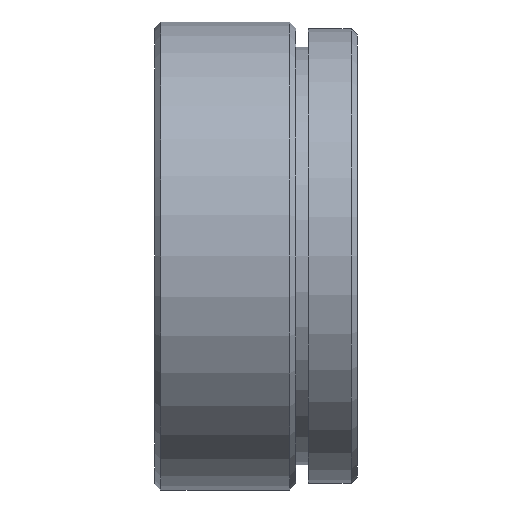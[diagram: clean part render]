
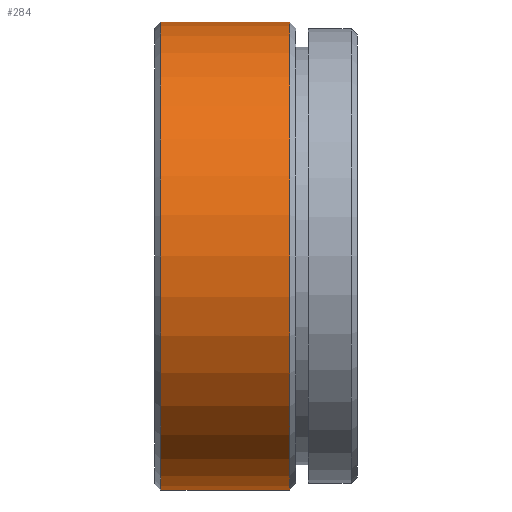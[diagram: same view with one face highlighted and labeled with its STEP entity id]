
A CAD part, left-side view. The second image highlights one B-rep face of the part: STEP entity #284.
In plain terms, the highlighted cylindrical face has radius 19.05 mm (diameter 38.1 mm), a partial arc.
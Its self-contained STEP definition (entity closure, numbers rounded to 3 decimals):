
#132 = DIRECTION ( 'NONE',  ( 0., -1., 0. ) ) ;
#156 = VERTEX_POINT ( 'NONE', #473 ) ;
#179 = DIRECTION ( 'NONE',  ( 0., 0., -1. ) ) ;
#227 = CARTESIAN_POINT ( 'NONE',  ( 0., 5.5, 19.05 ) ) ;
#229 = CARTESIAN_POINT ( 'NONE',  ( 0., 16., 0. ) ) ;
#271 = VERTEX_POINT ( 'NONE', #227 ) ;
#284 = ADVANCED_FACE ( 'NONE', ( #519 ), #423, .T. ) ;
#304 = AXIS2_PLACEMENT_3D ( 'NONE', #229, #305, #626 ) ;
#305 = DIRECTION ( 'NONE',  ( 0., -1., 0. ) ) ;
#332 = DIRECTION ( 'NONE',  ( 0., -1., 0. ) ) ;
#349 = VERTEX_POINT ( 'NONE', #839 ) ;
#387 = EDGE_CURVE ( 'NONE', #873, #271, #870, .T. ) ;
#416 = AXIS2_PLACEMENT_3D ( 'NONE', #538, #132, #179 ) ;
#417 = ORIENTED_EDGE ( 'NONE', *, *, #862, .T. ) ;
#423 = CYLINDRICAL_SURFACE ( 'NONE', #416, 19.05 ) ;
#425 = ORIENTED_EDGE ( 'NONE', *, *, #435, .T. ) ;
#435 = EDGE_CURVE ( 'NONE', #349, #156, #676, .T. ) ;
#473 = CARTESIAN_POINT ( 'NONE',  ( 0., 5.5, -19.05 ) ) ;
#519 = FACE_OUTER_BOUND ( 'NONE', #594, .T. ) ;
#538 = CARTESIAN_POINT ( 'NONE',  ( 0., 0., 0. ) ) ;
#553 = DIRECTION ( 'NONE',  ( 0., 0., -1. ) ) ;
#561 = DIRECTION ( 'NONE',  ( 0., 1., 0. ) ) ;
#562 = CARTESIAN_POINT ( 'NONE',  ( 0., 5.5, 0. ) ) ;
#572 = ORIENTED_EDGE ( 'NONE', *, *, #387, .F. ) ;
#594 = EDGE_LOOP ( 'NONE', ( #572, #663, #425, #417 ) ) ;
#624 = CARTESIAN_POINT ( 'NONE',  ( 0., 16., 19.05 ) ) ;
#626 = DIRECTION ( 'NONE',  ( 0., 0., 1. ) ) ;
#663 = ORIENTED_EDGE ( 'NONE', *, *, #805, .T. ) ;
#676 = LINE ( 'NONE', #743, #800 ) ;
#687 = CIRCLE ( 'NONE', #304, 19.05 ) ;
#708 = AXIS2_PLACEMENT_3D ( 'NONE', #562, #561, #553 ) ;
#743 = CARTESIAN_POINT ( 'NONE',  ( 0., 0., -19.05 ) ) ;
#753 = VECTOR ( 'NONE', #765, 1000. ) ;
#763 = CARTESIAN_POINT ( 'NONE',  ( 0., 0., 19.05 ) ) ;
#765 = DIRECTION ( 'NONE',  ( 0., -1., 0. ) ) ;
#792 = CIRCLE ( 'NONE', #708, 19.05 ) ;
#800 = VECTOR ( 'NONE', #332, 1000. ) ;
#805 = EDGE_CURVE ( 'NONE', #873, #349, #687, .T. ) ;
#839 = CARTESIAN_POINT ( 'NONE',  ( 0., 16., -19.05 ) ) ;
#862 = EDGE_CURVE ( 'NONE', #156, #271, #792, .T. ) ;
#870 = LINE ( 'NONE', #763, #753 ) ;
#873 = VERTEX_POINT ( 'NONE', #624 ) ;
